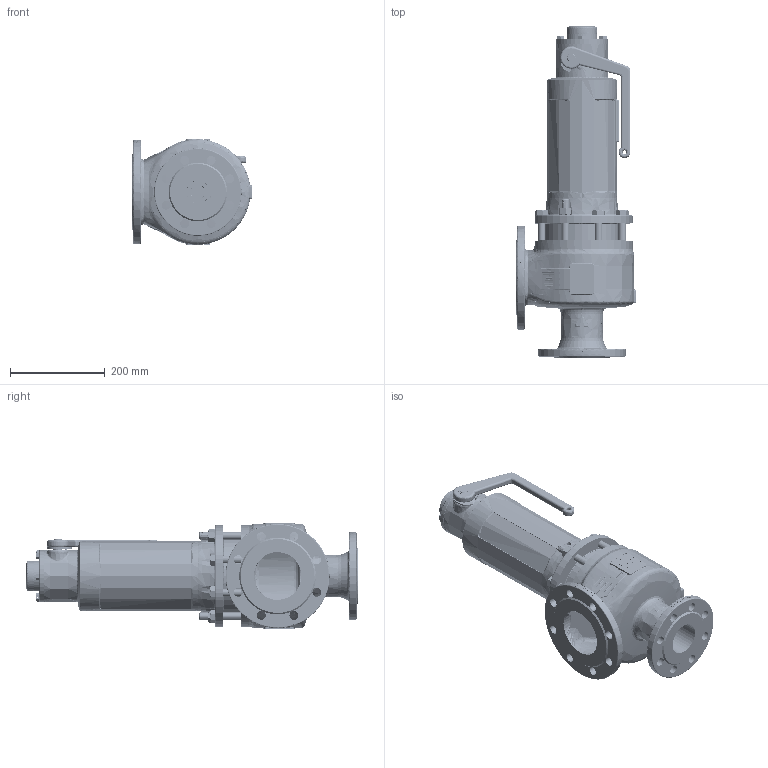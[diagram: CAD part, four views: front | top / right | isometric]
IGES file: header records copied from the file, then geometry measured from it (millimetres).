
Start section: SolidWorks IGES file using analytic representation for surfaces
Global section: file name: 355BGFL_65_FLFL_65100_MD.IGS; native system: SolidWorks 2020; preprocessor: SolidWorks 2020; author: Hehr; date: 200826.111107; units: millimetre
Bounding box: 255 x 701.85 x 225 mm (x, y, z)
Surface area: 1106868.5 mm2 (no closed solid volume)
Topology: 0 solids, 0 shells, 3086 faces, 38772 edges, 38721 vertices
Faces by surface type: bspline 2128, revolution 958
